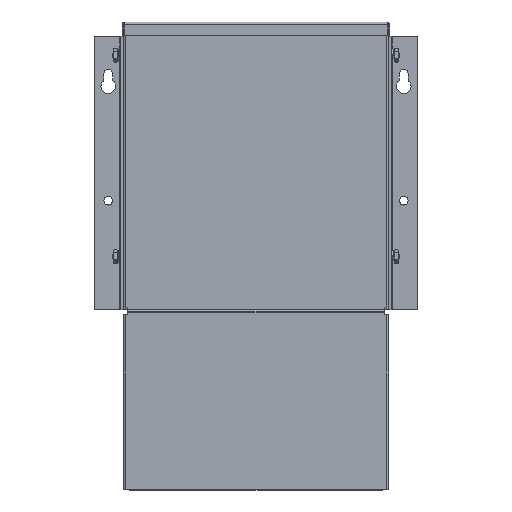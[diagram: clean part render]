
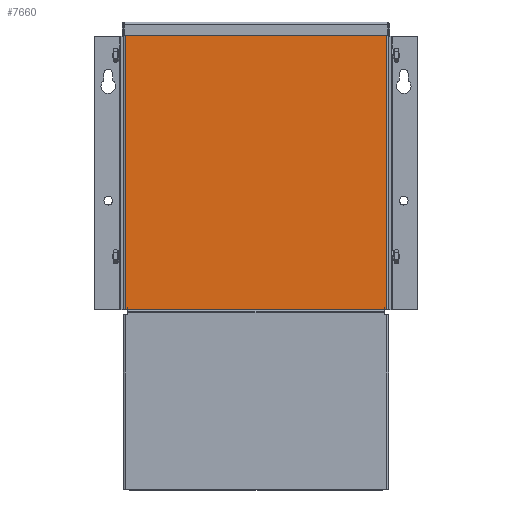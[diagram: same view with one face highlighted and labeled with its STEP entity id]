
A CAD part, top view. The second image highlights one B-rep face of the part: STEP entity #7660.
In plain terms, the highlighted planar face has unit normal (0, 0, 1).
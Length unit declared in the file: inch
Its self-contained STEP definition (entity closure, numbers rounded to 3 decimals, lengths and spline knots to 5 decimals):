
#264 = EDGE_CURVE ( 'NONE', #4343, #4108, #14065, .T. ) ;
#273 = EDGE_CURVE ( 'NONE', #4283, #4343, #14076, .T. ) ;
#320 = EDGE_CURVE ( 'NONE', #4385, #4283, #14149, .T. ) ;
#338 = EDGE_CURVE ( 'NONE', #4108, #4385, #14181, .T. ) ;
#562 = CARTESIAN_POINT ( 'NONE',  ( -6.1702, 6.75, 0. ) ) ;
#630 = CARTESIAN_POINT ( 'NONE',  ( 6.1702, -6.75, 0. ) ) ;
#772 = CARTESIAN_POINT ( 'NONE',  ( 6.1702, 6.75, 0. ) ) ;
#2299 = CARTESIAN_POINT ( 'NONE',  ( -6.1702, -6.75, 0. ) ) ;
#4108 = VERTEX_POINT ( 'NONE', #2299 ) ;
#4283 = VERTEX_POINT ( 'NONE', #772 ) ;
#4343 = VERTEX_POINT ( 'NONE', #562 ) ;
#4385 = VERTEX_POINT ( 'NONE', #630 ) ;
#6180 = ORIENTED_EDGE ( 'NONE', *, *, #320, .T. ) ;
#6182 = ORIENTED_EDGE ( 'NONE', *, *, #264, .T. ) ;
#6183 = ORIENTED_EDGE ( 'NONE', *, *, #273, .T. ) ;
#6185 = ORIENTED_EDGE ( 'NONE', *, *, #338, .T. ) ;
#7660 = ADVANCED_FACE ( 'NONE', ( #11370 ), #10048, .F. ) ;
#10015 = DIRECTION ( 'NONE',  ( -1., 0., 0. ) ) ;
#10016 = DIRECTION ( 'NONE',  ( 0., 0., -1. ) ) ;
#10043 = CARTESIAN_POINT ( 'NONE',  ( 0., 0., 0. ) ) ;
#10048 = PLANE ( 'NONE',  #12725 ) ;
#10598 = EDGE_LOOP ( 'NONE', ( #6180, #6183, #6182, #6185 ) ) ;
#11370 = FACE_OUTER_BOUND ( 'NONE', #10598, .T. ) ;
#12725 = AXIS2_PLACEMENT_3D ( 'NONE', #10043, #10016, #10015 ) ;
#13190 = DIRECTION ( 'NONE',  ( 1., 0., 0. ) ) ;
#13193 = CARTESIAN_POINT ( 'NONE',  ( -6.1702, 6.75, 0. ) ) ;
#13269 = DIRECTION ( 'NONE',  ( 0., -1., 0. ) ) ;
#13301 = CARTESIAN_POINT ( 'NONE',  ( -6.25, 6.75, 0. ) ) ;
#13400 = DIRECTION ( 'NONE',  ( -1., 0., 0. ) ) ;
#13544 = CARTESIAN_POINT ( 'NONE',  ( 6.1702, -6.75, 0. ) ) ;
#13551 = CARTESIAN_POINT ( 'NONE',  ( -6.25, -6.75, 0. ) ) ;
#13609 = DIRECTION ( 'NONE',  ( 0., 1., 0. ) ) ;
#14065 = LINE ( 'NONE', #13193, #14069 ) ;
#14069 = VECTOR ( 'NONE', #13269, 39.37008 ) ;
#14076 = LINE ( 'NONE', #13301, #14084 ) ;
#14084 = VECTOR ( 'NONE', #13400, 39.37008 ) ;
#14149 = LINE ( 'NONE', #13544, #14155 ) ;
#14155 = VECTOR ( 'NONE', #13609, 39.37008 ) ;
#14181 = LINE ( 'NONE', #13551, #14183 ) ;
#14183 = VECTOR ( 'NONE', #13190, 39.37008 ) ;
